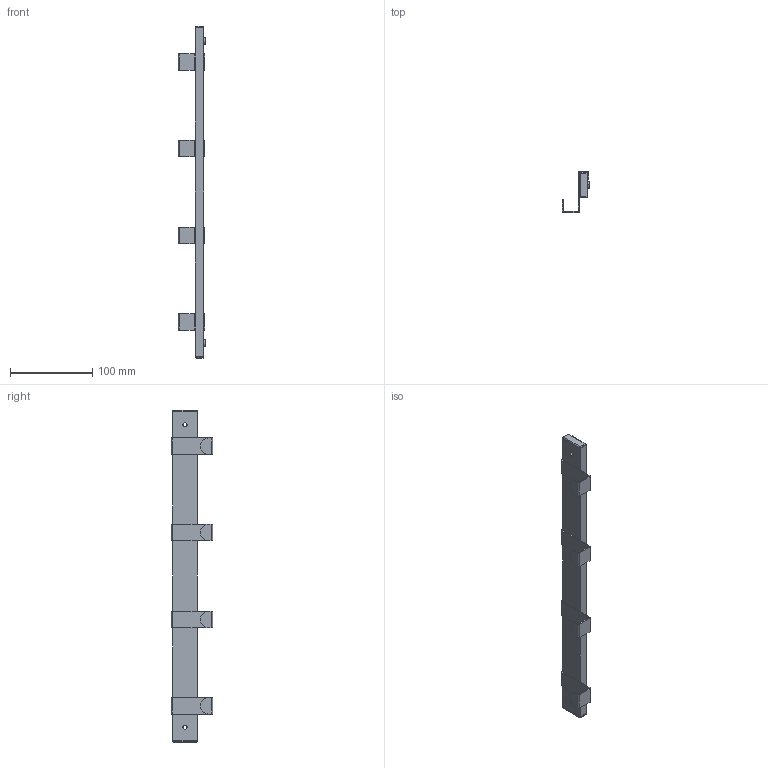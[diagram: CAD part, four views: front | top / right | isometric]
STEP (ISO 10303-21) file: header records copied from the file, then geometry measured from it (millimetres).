
FILE_DESCRIPTION(('Creo Elements/Direct Modeling STEP Export'),'2;1');
FILE_NAME('1444-404.stp','2018-08-17T12:20:31',(''),(''),'Creo Elements/Direct Modeling STEP processor for AP214 (Solid Model)','Creo Elements/Direct Modeling 20.0 12-Nov-2016 (C) Parametric Technology GmbH','');
FILE_SCHEMA(('AUTOMOTIVE_DESIGN { 1 0 10303 214 1 1 1 1 }'));
Length unit declared in the file: millimetre
Products named in the file (1): 1444-404
Bounding box: 33.5 x 50 x 404 mm (x, y, z)
Volume: 132938 mm3; surface area: 42935.7 mm2
Topology: 1 solids, 1 shells, 142 faces, 376 edges, 240 vertices
Faces by surface type: plane 70, cylinder 48, bspline 24
Entity records: 5433 total; most frequent: CARTESIAN_POINT 2170, ORIENTED_EDGE 752, DIRECTION 568, EDGE_CURVE 376, VERTEX_POINT 240, VECTOR 220, LINE 220, AXIS2_PLACEMENT_3D 174
